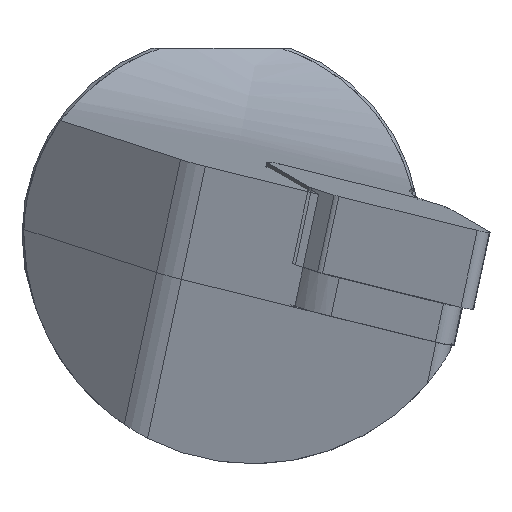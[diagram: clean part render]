
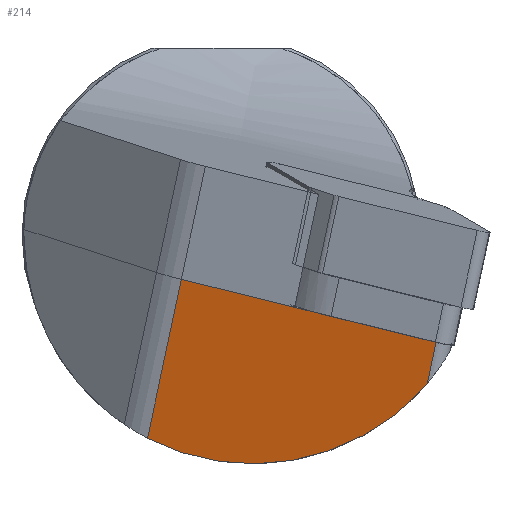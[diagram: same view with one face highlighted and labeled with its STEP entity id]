
A CAD part, left-side view. The second image highlights one B-rep face of the part: STEP entity #214.
In plain terms, the highlighted planar face has unit normal (-0.951, 0.309, -0.036).
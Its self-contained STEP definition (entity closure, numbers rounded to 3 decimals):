
#204=ELLIPSE('',#1098,19.359,18.4);
#214=ADVANCED_FACE('',(#296),#266,.F.);
#266=PLANE('',#1103);
#296=FACE_OUTER_BOUND('',#350,.T.);
#350=EDGE_LOOP('',(#557,#558,#559,#560,#561,#562));
#406=LINE('',#1514,#474);
#407=LINE('',#1516,#475);
#408=LINE('',#1518,#476);
#409=LINE('',#1520,#477);
#410=LINE('',#1522,#478);
#474=VECTOR('',#1220,1.);
#475=VECTOR('',#1223,1.);
#476=VECTOR('',#1224,1.);
#477=VECTOR('',#1225,1.);
#478=VECTOR('',#1226,1.);
#557=ORIENTED_EDGE('',*,*,#929,.F.);
#558=ORIENTED_EDGE('',*,*,#928,.T.);
#559=ORIENTED_EDGE('',*,*,#923,.T.);
#560=ORIENTED_EDGE('',*,*,#930,.F.);
#561=ORIENTED_EDGE('',*,*,#931,.T.);
#562=ORIENTED_EDGE('',*,*,#932,.T.);
#832=VERTEX_POINT('',#1500);
#833=VERTEX_POINT('',#1502);
#836=VERTEX_POINT('',#1512);
#837=VERTEX_POINT('',#1517);
#838=VERTEX_POINT('',#1519);
#839=VERTEX_POINT('',#1521);
#923=EDGE_CURVE('',#833,#832,#204,.T.);
#928=EDGE_CURVE('',#836,#833,#406,.T.);
#929=EDGE_CURVE('',#836,#837,#407,.T.);
#930=EDGE_CURVE('',#838,#832,#408,.T.);
#931=EDGE_CURVE('',#838,#839,#409,.T.);
#932=EDGE_CURVE('',#839,#837,#410,.T.);
#1098=AXIS2_PLACEMENT_3D('',#1501,#1211,#1212);
#1103=AXIS2_PLACEMENT_3D('',#1523,#1227,#1228);
#1211=DIRECTION('',(-0.95,0.309,-0.037));
#1212=DIRECTION('',(-0.311,-0.944,0.112));
#1220=DIRECTION('',(0.105,0.207,-0.973));
#1223=DIRECTION('',(-0.293,-0.928,-0.229));
#1224=DIRECTION('',(0.105,0.207,-0.973));
#1225=DIRECTION('',(0.293,0.928,0.229));
#1226=DIRECTION('',(0.293,0.928,0.229));
#1227=DIRECTION('',(0.95,-0.309,0.037));
#1228=DIRECTION('',(0.309,0.951,0.));
#1500=CARTESIAN_POINT('',(-192.19,-7.116,-11.977));
#1501=CARTESIAN_POINT('',(-188.097,6.899,-0.054));
#1502=CARTESIAN_POINT('',(-184.72,15.363,-16.391));
#1512=CARTESIAN_POINT('',(-186.092,12.65,-3.629));
#1514=CARTESIAN_POINT('',(-229.669,-73.552,401.921));
#1516=CARTESIAN_POINT('',(-186.092,12.65,-3.629));
#1517=CARTESIAN_POINT('',(-188.962,3.546,-5.872));
#1518=CARTESIAN_POINT('',(-236.123,-94.021,396.877));
#1519=CARTESIAN_POINT('',(-192.545,-7.818,-8.673));
#1520=CARTESIAN_POINT('',(-186.092,12.65,-3.629));
#1521=CARTESIAN_POINT('',(-189.457,1.978,-6.259));
#1522=CARTESIAN_POINT('',(-186.092,12.65,-3.629));
#1523=CARTESIAN_POINT('',(-229.669,-73.552,401.921));
